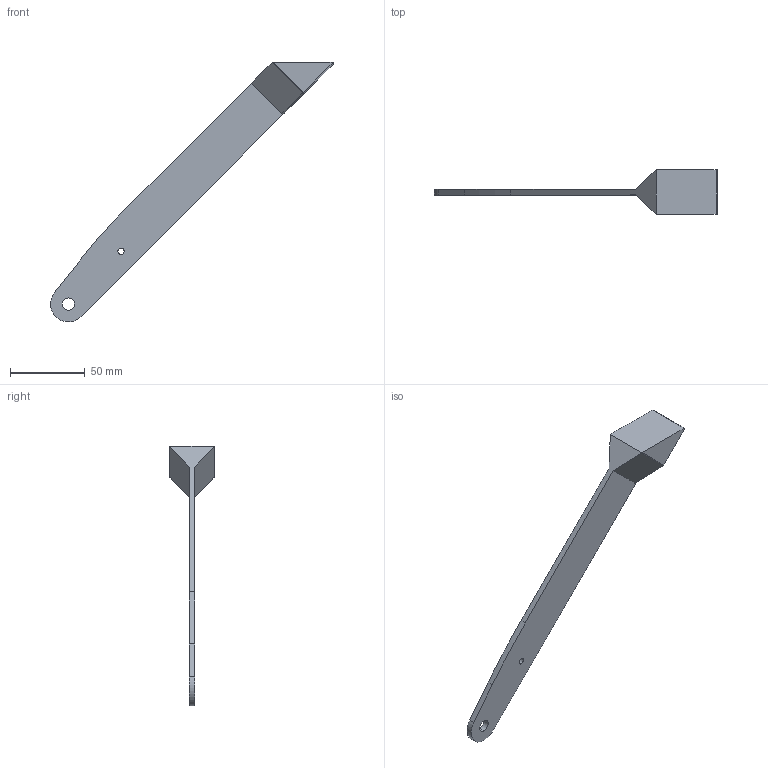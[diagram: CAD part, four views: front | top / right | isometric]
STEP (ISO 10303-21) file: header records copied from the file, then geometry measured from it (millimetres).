
FILE_DESCRIPTION (( 'STEP AP203' ), '1' );
FILE_NAME ('真实长小腿.STEP', '2024-10-20T00:49:38', ( '' ), ( '' ), 'SwSTEP 2.0', 'SolidWorks 2024', '' );
FILE_SCHEMA (( 'CONFIG_CONTROL_DESIGN' ));
Length unit declared in the file: millimetre
Products named in the file (1): 真实长小腿
Bounding box: 189.94 x 30 x 174.39 mm (x, y, z)
Volume: 46641 mm3; surface area: 18403.3 mm2
Topology: 1 solids, 1 shells, 26 faces, 68 edges, 42 vertices
Faces by surface type: cylinder 14, plane 10, sphere 2
Entity records: 871 total; most frequent: CARTESIAN_POINT 153, DIRECTION 138, ORIENTED_EDGE 132, EDGE_CURVE 66, AXIS2_PLACEMENT_3D 51, VERTEX_POINT 42, LINE 36, VECTOR 36
